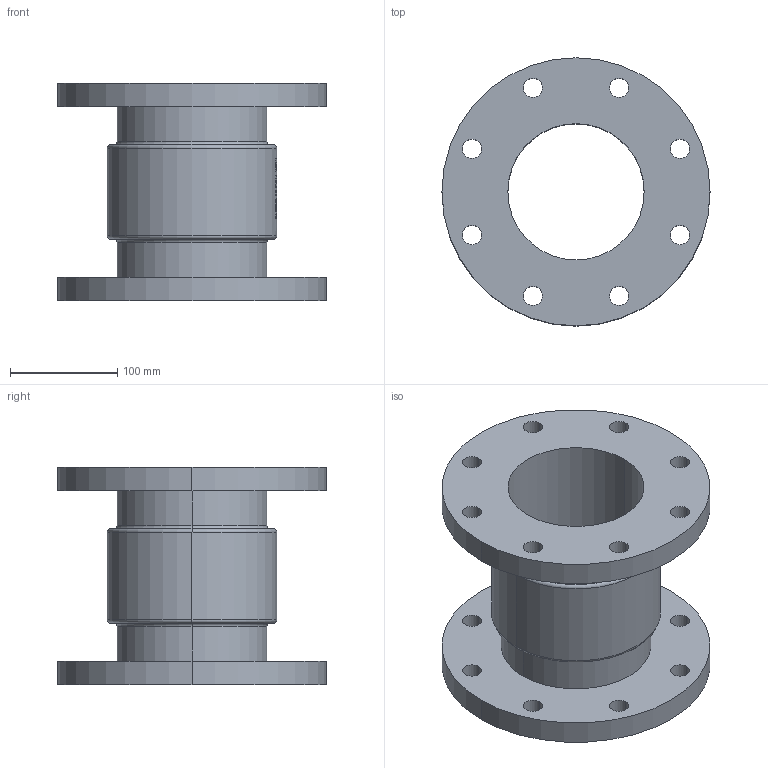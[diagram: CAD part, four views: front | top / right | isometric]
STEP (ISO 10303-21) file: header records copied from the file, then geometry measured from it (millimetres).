
FILE_DESCRIPTION (( 'STEP AP214' ), '1' );
FILE_NAME ('7120000_DN125_PN10_51420243.STEP', '2022-02-18T08:08:32', ( 'axxx' ), ( 'Hewlett-Packard Company' ), 'SwSTEP 2.0', 'SolidWorks 2019', '' );
FILE_SCHEMA (( 'AUTOMOTIVE_DESIGN' ));
Length unit declared in the file: millimetre
Products named in the file (1): 7120000_DN125_PN10_51420243
Bounding box: 250 x 250 x 203 mm (x, y, z)
Volume: 2307278 mm3; surface area: 351857.8 mm2
Topology: 1 solids, 1 shells, 553 faces, 1501 edges, 998 vertices
Faces by surface type: plane 262, bspline 210, cylinder 73, torus 8
Entity records: 29545 total; most frequent: CARTESIAN_POINT 16966, ORIENTED_EDGE 3002, DIRECTION 1872, EDGE_CURVE 1501, VERTEX_POINT 998, VECTOR 812, LINE 812, EDGE_LOOP 635
